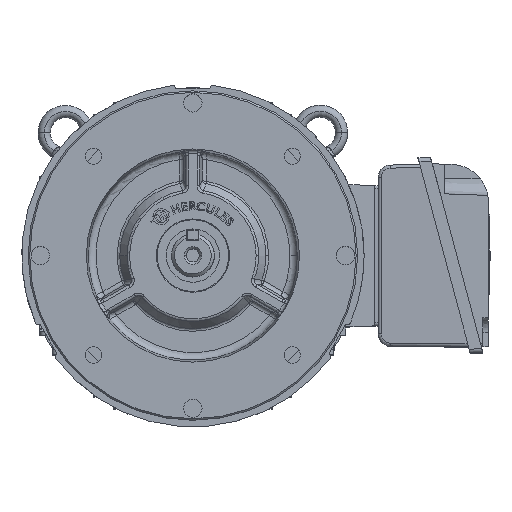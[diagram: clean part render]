
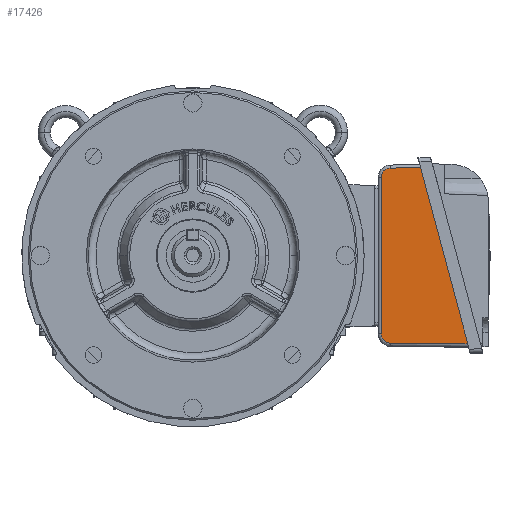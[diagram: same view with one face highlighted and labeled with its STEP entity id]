
A CAD part, top view. The second image highlights one B-rep face of the part: STEP entity #17426.
In plain terms, the highlighted planar face has unit normal (-0.017, -0.004, 1).
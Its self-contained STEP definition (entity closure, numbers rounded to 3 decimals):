
#618 = VERTEX_POINT ( 'NONE', #60920 ) ;
#2077 = EDGE_CURVE ( 'NONE', #48420, #618, #9879, .T. ) ;
#2164 = CARTESIAN_POINT ( 'NONE',  ( 123.466, 10.284, 47.577 ) ) ;
#3333 = ORIENTED_EDGE ( 'NONE', *, *, #36830, .T. ) ;
#3656 = LINE ( 'NONE', #2164, #25015 ) ;
#5881 = CARTESIAN_POINT ( 'NONE',  ( 123.466, 51.379, 47.763 ) ) ;
#6326 = CARTESIAN_POINT ( 'NONE',  ( 163.369, 10.281, 48.25 ) ) ;
#9879 =( BOUNDED_CURVE ( )  B_SPLINE_CURVE ( 3, ( #61488, #67814, #49925, #5881 ),
 .UNSPECIFIED., .F., .F. ) 
 B_SPLINE_CURVE_WITH_KNOTS ( ( 4, 4 ),
 ( 1.326, 2.88 ),
 .UNSPECIFIED. ) 
 CURVE ( )  GEOMETRIC_REPRESENTATION_ITEM ( )  RATIONAL_B_SPLINE_CURVE ( ( 1., 0.809, 0.809, 1. ) ) 
 REPRESENTATION_ITEM ( '' )  );
#11154 = CARTESIAN_POINT ( 'NONE',  ( 123.466, -54.819, 47.283 ) ) ;
#12717 =( BOUNDED_CURVE ( )  B_SPLINE_CURVE ( 3, ( #28699, #11154, #33910, #56656 ),
 .UNSPECIFIED., .F., .F. ) 
 B_SPLINE_CURVE_WITH_KNOTS ( ( 4, 4 ),
 ( 2.88, 4.442 ),
 .UNSPECIFIED. ) 
 CURVE ( )  GEOMETRIC_REPRESENTATION_ITEM ( )  RATIONAL_B_SPLINE_CURVE ( ( 1., 0.807, 0.807, 1. ) ) 
 REPRESENTATION_ITEM ( '' )  );
#16376 = ORIENTED_EDGE ( 'NONE', *, *, #43146, .T. ) ;
#16420 = DIRECTION ( 'NONE',  ( 1., 0., 0.017 ) ) ;
#17426 = ADVANCED_FACE ( 'NONE', ( #27629 ), #57422, .T. ) ;
#18212 = DIRECTION ( 'NONE',  ( -1., -0.017, -0.017 ) ) ;
#19649 = CARTESIAN_POINT ( 'NONE',  ( 163.369, 10.281, 48.25 ) ) ;
#24495 = ORIENTED_EDGE ( 'NONE', *, *, #64700, .T. ) ;
#24933 = CARTESIAN_POINT ( 'NONE',  ( 129.362, 57.378, 47.889 ) ) ;
#25015 = VECTOR ( 'NONE', #47704, 1000. ) ;
#26936 = CARTESIAN_POINT ( 'NONE',  ( 150.65, 57.75, 48.25 ) ) ;
#27288 = VECTOR ( 'NONE', #18212, 1000. ) ;
#27629 = FACE_OUTER_BOUND ( 'NONE', #67466, .T. ) ;
#28699 = CARTESIAN_POINT ( 'NONE',  ( 123.466, -51.329, 47.299 ) ) ;
#29585 = VECTOR ( 'NONE', #36447, 1000. ) ;
#30482 = LINE ( 'NONE', #19649, #29585 ) ;
#32878 = LINE ( 'NONE', #46182, #27288 ) ;
#33560 = EDGE_CURVE ( 'NONE', #63962, #40320, #52056, .T. ) ;
#33910 = CARTESIAN_POINT ( 'NONE',  ( 125.924, -57.298, 47.313 ) ) ;
#34536 = CARTESIAN_POINT ( 'NONE',  ( 162.782, -57.62, 47.933 ) ) ;
#36447 = DIRECTION ( 'NONE',  ( -0.259, 0.966, 0. ) ) ;
#36830 = EDGE_CURVE ( 'NONE', #51071, #63962, #12717, .T. ) ;
#39761 = DIRECTION ( 'NONE',  ( 1., -0.009, 0.017 ) ) ;
#40320 = VERTEX_POINT ( 'NONE', #52735 ) ;
#43146 = EDGE_CURVE ( 'NONE', #40320, #70607, #30482, .T. ) ;
#44752 = DIRECTION ( 'NONE',  ( -0.017, -0.005, 1. ) ) ;
#45715 = EDGE_CURVE ( 'NONE', #618, #51071, #3656, .T. ) ;
#46182 = CARTESIAN_POINT ( 'NONE',  ( 129.396, 57.379, 47.89 ) ) ;
#47704 = DIRECTION ( 'NONE',  ( 0., -1., -0.005 ) ) ;
#48420 = VERTEX_POINT ( 'NONE', #24933 ) ;
#49294 = AXIS2_PLACEMENT_3D ( 'NONE', #6326, #44752, #16420 ) ;
#49925 = CARTESIAN_POINT ( 'NONE',  ( 123.466, 54.846, 47.779 ) ) ;
#51071 = VERTEX_POINT ( 'NONE', #63565 ) ;
#52056 = LINE ( 'NONE', #34536, #60906 ) ;
#52735 = CARTESIAN_POINT ( 'NONE',  ( 181.607, -57.784, 48.25 ) ) ;
#56656 = CARTESIAN_POINT ( 'NONE',  ( 129.414, -57.328, 47.372 ) ) ;
#57357 = ORIENTED_EDGE ( 'NONE', *, *, #45715, .T. ) ;
#57422 = PLANE ( 'NONE',  #49294 ) ;
#60464 = CARTESIAN_POINT ( 'NONE',  ( 129.414, -57.328, 47.372 ) ) ;
#60906 = VECTOR ( 'NONE', #39761, 1000. ) ;
#60920 = CARTESIAN_POINT ( 'NONE',  ( 123.466, 51.379, 47.763 ) ) ;
#61488 = CARTESIAN_POINT ( 'NONE',  ( 129.362, 57.378, 47.889 ) ) ;
#63565 = CARTESIAN_POINT ( 'NONE',  ( 123.466, -51.329, 47.299 ) ) ;
#63613 = ORIENTED_EDGE ( 'NONE', *, *, #33560, .T. ) ;
#63962 = VERTEX_POINT ( 'NONE', #60464 ) ;
#64700 = EDGE_CURVE ( 'NONE', #70607, #48420, #32878, .T. ) ;
#67466 = EDGE_LOOP ( 'NONE', ( #3333, #63613, #16376, #24495, #68455, #57357 ) ) ;
#67814 = CARTESIAN_POINT ( 'NONE',  ( 125.896, 57.318, 47.831 ) ) ;
#68455 = ORIENTED_EDGE ( 'NONE', *, *, #2077, .T. ) ;
#70607 = VERTEX_POINT ( 'NONE', #26936 ) ;
